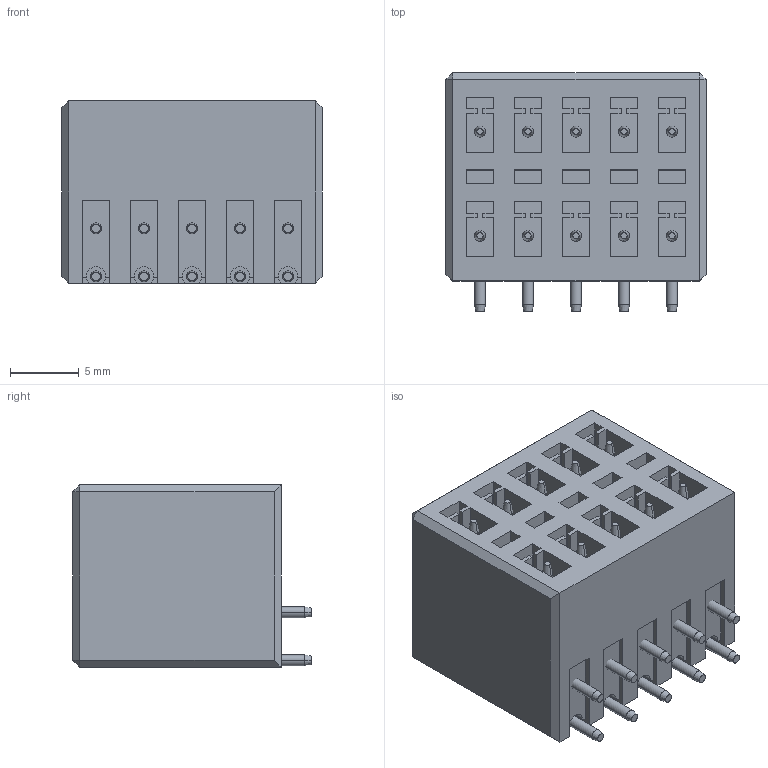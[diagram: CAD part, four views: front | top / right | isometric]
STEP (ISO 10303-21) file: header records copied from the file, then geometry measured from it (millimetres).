
FILE_DESCRIPTION (( 'STEP AP214' ), '1' );
FILE_NAME ('thr_conn-th-2x5p.STEP', '2024-04-01T14:48:29', ( '' ), ( '' ), 'SwSTEP 2.0', 'SolidWorks 2020', '' );
FILE_SCHEMA (( 'AUTOMOTIVE_DESIGN' ));
Length unit declared in the file: millimetre
Products named in the file (3): 錨璃1^thr_conn-th-2x5p; thr_conn-th-2x5p; 錨璃2^thr_conn-th-2x5p
Assembly tree (2 placements, depth 2):
  thr_conn-th-2x5p
    錨璃1^thr_conn-th-2x5p
    錨璃2^thr_conn-th-2x5p
Bounding box: 19 x 17.4 x 13.3 mm (x, y, z)
Volume: 3365.3 mm3; surface area: 2987 mm2
Topology: 21 solids, 21 shells, 355 faces, 838 edges, 540 vertices
Faces by surface type: plane 260, cylinder 55, cone 40
Entity records: 10345 total; most frequent: CARTESIAN_POINT 1738, DIRECTION 1718, ORIENTED_EDGE 1676, EDGE_CURVE 838, VECTOR 678, LINE 678, VERTEX_POINT 540, AXIS2_PLACEMENT_3D 520
